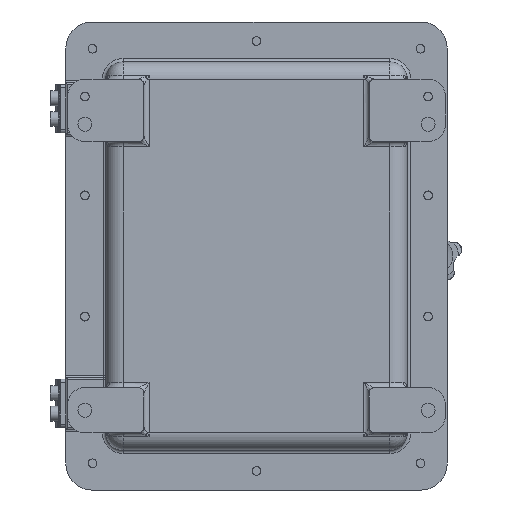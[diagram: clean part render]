
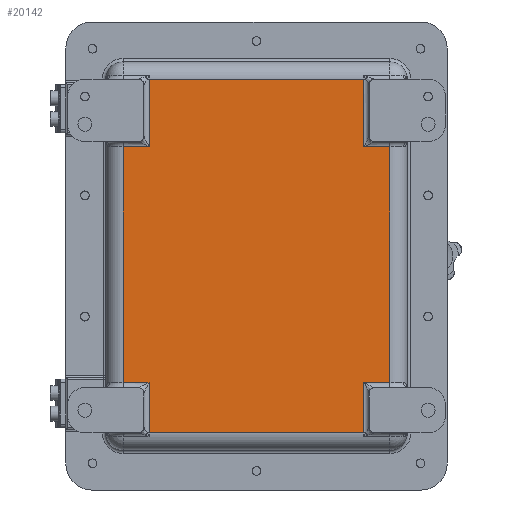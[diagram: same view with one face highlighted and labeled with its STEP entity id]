
A CAD part, front view. The second image highlights one B-rep face of the part: STEP entity #20142.
In plain terms, the highlighted planar face has unit normal (0, -1, 0).
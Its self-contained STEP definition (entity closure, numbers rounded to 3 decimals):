
#87 = ORIENTED_EDGE ( 'NONE', *, *, #20416, .T. ) ;
#434 = LINE ( 'NONE', #13924, #42447 ) ;
#627 = CARTESIAN_POINT ( 'NONE',  ( 81., 0., 63. ) ) ;
#759 = LINE ( 'NONE', #31962, #30642 ) ;
#1377 = CARTESIAN_POINT ( 'NONE',  ( -62., 0., 102. ) ) ;
#1421 = VERTEX_POINT ( 'NONE', #32024 ) ;
#2193 = VERTEX_POINT ( 'NONE', #4319 ) ;
#3587 = DIRECTION ( 'NONE',  ( 0., 0., 1. ) ) ;
#4200 = VECTOR ( 'NONE', #41681, 1000. ) ;
#4319 = CARTESIAN_POINT ( 'NONE',  ( 62., 0., -102. ) ) ;
#4396 = VECTOR ( 'NONE', #6576, 1000. ) ;
#4425 = CARTESIAN_POINT ( 'NONE',  ( 81., 0., 106. ) ) ;
#4978 = VERTEX_POINT ( 'NONE', #13546 ) ;
#5412 = VECTOR ( 'NONE', #27323, 1000. ) ;
#6576 = DIRECTION ( 'NONE',  ( 0., 0., -1. ) ) ;
#6766 = LINE ( 'NONE', #15670, #40512 ) ;
#6928 = CARTESIAN_POINT ( 'NONE',  ( 77., 0., 66. ) ) ;
#7977 = LINE ( 'NONE', #19139, #5412 ) ;
#8227 = LINE ( 'NONE', #627, #32793 ) ;
#8689 = DIRECTION ( 'NONE',  ( 0., 0., 1. ) ) ;
#9820 = DIRECTION ( 'NONE',  ( -1., 0., 0. ) ) ;
#10078 = CARTESIAN_POINT ( 'NONE',  ( 62., 0., 102. ) ) ;
#10430 = CARTESIAN_POINT ( 'NONE',  ( 62., 0., 63. ) ) ;
#10751 = VERTEX_POINT ( 'NONE', #32265 ) ;
#11938 = ORIENTED_EDGE ( 'NONE', *, *, #26026, .T. ) ;
#13256 = EDGE_CURVE ( 'NONE', #2193, #14773, #6766, .T. ) ;
#13432 = AXIS2_PLACEMENT_3D ( 'NONE', #4425, #16687, #8689 ) ;
#13546 = CARTESIAN_POINT ( 'NONE',  ( -77., 0., -73. ) ) ;
#13924 = CARTESIAN_POINT ( 'NONE',  ( 65., 0., 63. ) ) ;
#14398 = EDGE_CURVE ( 'NONE', #39465, #1421, #8227, .T. ) ;
#14559 = VERTEX_POINT ( 'NONE', #41891 ) ;
#14577 = CARTESIAN_POINT ( 'NONE',  ( -77., 0., -76. ) ) ;
#14773 = VERTEX_POINT ( 'NONE', #27949 ) ;
#15265 = VERTEX_POINT ( 'NONE', #32854 ) ;
#15670 = CARTESIAN_POINT ( 'NONE',  ( 62., 0., -76. ) ) ;
#15766 = LINE ( 'NONE', #51864, #34853 ) ;
#15827 = CARTESIAN_POINT ( 'NONE',  ( -65., 0., -73. ) ) ;
#16687 = DIRECTION ( 'NONE',  ( 0., 1., 0. ) ) ;
#17890 = VECTOR ( 'NONE', #24342, 1000. ) ;
#19139 = CARTESIAN_POINT ( 'NONE',  ( 62., 0., 106. ) ) ;
#19699 = EDGE_CURVE ( 'NONE', #10751, #2193, #46803, .T. ) ;
#20142 = ADVANCED_FACE ( 'NONE', ( #29631 ), #29332, .F. ) ;
#20416 = EDGE_CURVE ( 'NONE', #33867, #24965, #7977, .T. ) ;
#21383 = ORIENTED_EDGE ( 'NONE', *, *, #19699, .T. ) ;
#24342 = DIRECTION ( 'NONE',  ( 0., 0., -1. ) ) ;
#24660 = ORIENTED_EDGE ( 'NONE', *, *, #42567, .T. ) ;
#24965 = VERTEX_POINT ( 'NONE', #10078 ) ;
#26026 = EDGE_CURVE ( 'NONE', #1421, #4978, #34965, .T. ) ;
#26578 = ORIENTED_EDGE ( 'NONE', *, *, #34048, .T. ) ;
#26987 = EDGE_CURVE ( 'NONE', #14773, #15265, #15766, .T. ) ;
#27197 = DIRECTION ( 'NONE',  ( 0., 0., -1. ) ) ;
#27323 = DIRECTION ( 'NONE',  ( 0., 0., 1. ) ) ;
#27643 = VECTOR ( 'NONE', #43712, 1000. ) ;
#27949 = CARTESIAN_POINT ( 'NONE',  ( 62., 0., -73. ) ) ;
#28313 = LINE ( 'NONE', #6928, #27643 ) ;
#29332 = PLANE ( 'NONE',  #13432 ) ;
#29631 = FACE_OUTER_BOUND ( 'NONE', #50151, .T. ) ;
#30642 = VECTOR ( 'NONE', #36046, 1000. ) ;
#31782 = ORIENTED_EDGE ( 'NONE', *, *, #42187, .T. ) ;
#31962 = CARTESIAN_POINT ( 'NONE',  ( -77., 0., 102. ) ) ;
#32024 = CARTESIAN_POINT ( 'NONE',  ( -77., 0., 63. ) ) ;
#32173 = VECTOR ( 'NONE', #36331, 1000. ) ;
#32258 = VERTEX_POINT ( 'NONE', #35339 ) ;
#32265 = CARTESIAN_POINT ( 'NONE',  ( -62., 0., -102. ) ) ;
#32793 = VECTOR ( 'NONE', #9820, 1000. ) ;
#32851 = ORIENTED_EDGE ( 'NONE', *, *, #26987, .T. ) ;
#32854 = CARTESIAN_POINT ( 'NONE',  ( 77., 0., -73. ) ) ;
#33438 = LINE ( 'NONE', #15827, #32173 ) ;
#33486 = ORIENTED_EDGE ( 'NONE', *, *, #14398, .T. ) ;
#33867 = VERTEX_POINT ( 'NONE', #10430 ) ;
#34048 = EDGE_CURVE ( 'NONE', #24965, #43337, #759, .T. ) ;
#34440 = EDGE_CURVE ( 'NONE', #43337, #39465, #52215, .T. ) ;
#34853 = VECTOR ( 'NONE', #52045, 1000. ) ;
#34965 = LINE ( 'NONE', #14577, #4396 ) ;
#35339 = CARTESIAN_POINT ( 'NONE',  ( -62., 0., -73. ) ) ;
#36046 = DIRECTION ( 'NONE',  ( -1., 0., 0. ) ) ;
#36280 = VECTOR ( 'NONE', #27197, 1000. ) ;
#36331 = DIRECTION ( 'NONE',  ( 1., 0., 0. ) ) ;
#39465 = VERTEX_POINT ( 'NONE', #49874 ) ;
#40512 = VECTOR ( 'NONE', #3587, 1000. ) ;
#41367 = LINE ( 'NONE', #43376, #36280 ) ;
#41681 = DIRECTION ( 'NONE',  ( 1., 0., 0. ) ) ;
#41891 = CARTESIAN_POINT ( 'NONE',  ( 77., 0., 63. ) ) ;
#42187 = EDGE_CURVE ( 'NONE', #14559, #33867, #434, .T. ) ;
#42447 = VECTOR ( 'NONE', #46641, 1000. ) ;
#42567 = EDGE_CURVE ( 'NONE', #4978, #32258, #33438, .T. ) ;
#43095 = EDGE_CURVE ( 'NONE', #15265, #14559, #28313, .T. ) ;
#43337 = VERTEX_POINT ( 'NONE', #1377 ) ;
#43376 = CARTESIAN_POINT ( 'NONE',  ( -62., 0., -102. ) ) ;
#43712 = DIRECTION ( 'NONE',  ( 0., 0., 1. ) ) ;
#44341 = ORIENTED_EDGE ( 'NONE', *, *, #34440, .T. ) ;
#46285 = CARTESIAN_POINT ( 'NONE',  ( 77., 0., -102. ) ) ;
#46374 = ORIENTED_EDGE ( 'NONE', *, *, #50207, .T. ) ;
#46478 = ORIENTED_EDGE ( 'NONE', *, *, #13256, .T. ) ;
#46641 = DIRECTION ( 'NONE',  ( -1., 0., 0. ) ) ;
#46803 = LINE ( 'NONE', #46285, #4200 ) ;
#48336 = CARTESIAN_POINT ( 'NONE',  ( -62., 0., 106. ) ) ;
#49874 = CARTESIAN_POINT ( 'NONE',  ( -62., 0., 63. ) ) ;
#50045 = ORIENTED_EDGE ( 'NONE', *, *, #43095, .T. ) ;
#50151 = EDGE_LOOP ( 'NONE', ( #24660, #46374, #21383, #46478, #32851, #50045, #31782, #87, #26578, #44341, #33486, #11938 ) ) ;
#50207 = EDGE_CURVE ( 'NONE', #32258, #10751, #41367, .T. ) ;
#51864 = CARTESIAN_POINT ( 'NONE',  ( 81., 0., -73. ) ) ;
#52045 = DIRECTION ( 'NONE',  ( 1., 0., 0. ) ) ;
#52215 = LINE ( 'NONE', #48336, #17890 ) ;
